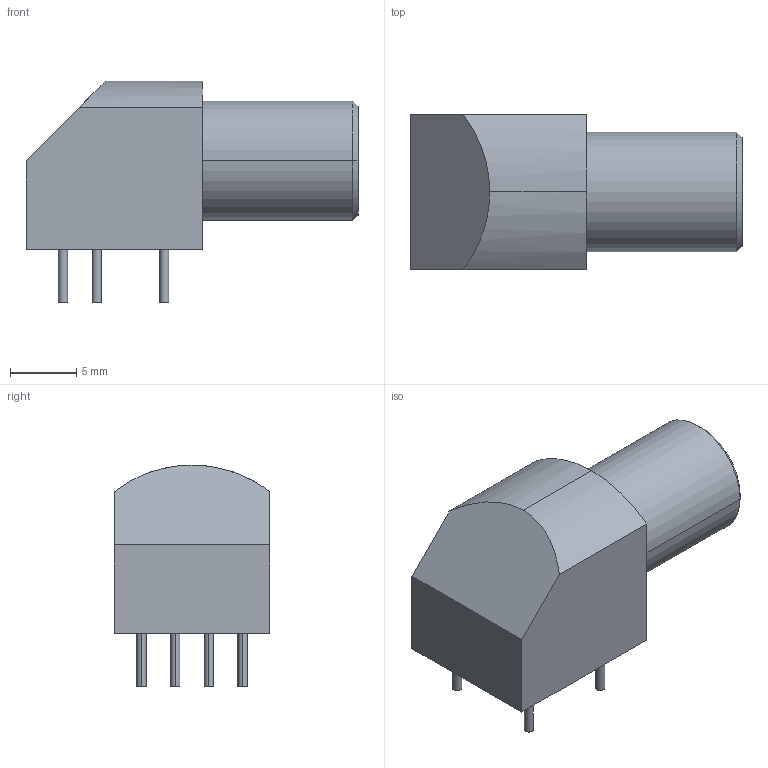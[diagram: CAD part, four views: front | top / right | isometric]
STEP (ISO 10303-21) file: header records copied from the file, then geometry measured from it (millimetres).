
FILE_DESCRIPTION((''),'2;1');
FILE_NAME('LEMO_EPG.0B.302.HLN.stp','2009-12-15T17:44:12',(''),(''),'Mechanical Desktop 2006','Mechanical Desktop 2006',', , ');
FILE_SCHEMA(('AUTOMOTIVE_DESIGN { 1 2 10303 214 0 1 1 1 }'));
Length unit declared in the file: millimetre
Products named in the file (1): Product
Bounding box: 25 x 11.7 x 16.7 mm (x, y, z)
Volume: 2108.5 mm3; surface area: 1922.6 mm2
Topology: 11 solids, 11 shells, 60 faces, 114 edges, 78 vertices
Faces by surface type: cylinder 32, plane 26, cone 2
Entity records: 1624 total; most frequent: DIRECTION 302, CARTESIAN_POINT 251, ORIENTED_EDGE 224, AXIS2_PLACEMENT_3D 127, EDGE_CURVE 112, VERTEX_POINT 74, EDGE_LOOP 70, CIRCLE 64
